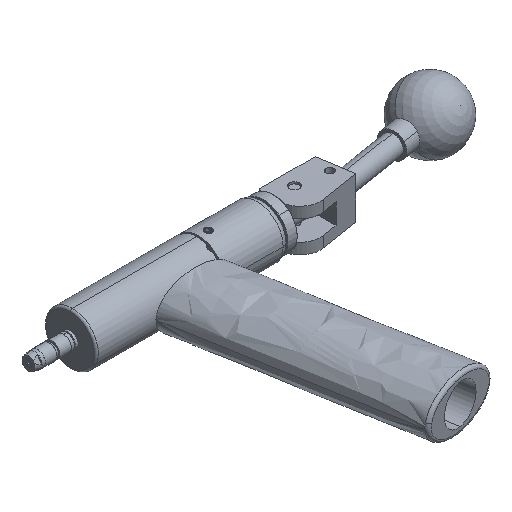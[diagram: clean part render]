
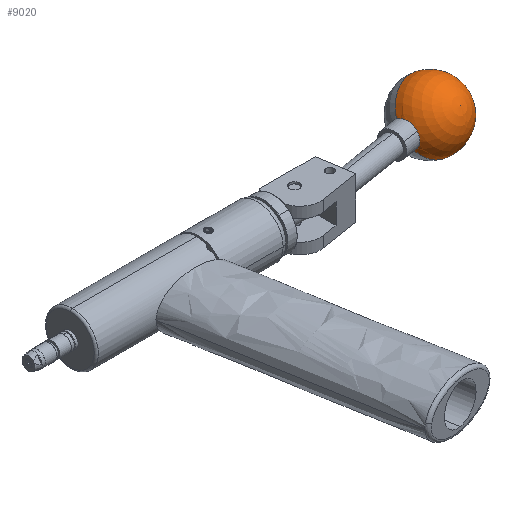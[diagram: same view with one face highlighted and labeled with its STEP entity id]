
A CAD part, isometric view. The second image highlights one B-rep face of the part: STEP entity #9020.
In plain terms, the highlighted spherical face has radius 15.875 mm.
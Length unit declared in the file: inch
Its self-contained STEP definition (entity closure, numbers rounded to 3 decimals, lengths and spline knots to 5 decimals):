
#1311 = DIRECTION ( 'NONE',  ( 0.988, 0.156, 0. ) ) ;
#1354 = EDGE_CURVE ( 'NONE', #1877, #10460, #3644, .T. ) ;
#1409 = CARTESIAN_POINT ( 'NONE',  ( 6.60165, 0.19044, 0. ) ) ;
#1512 = DIRECTION ( 'NONE',  ( 0.092, -0.578, -0.811 ) ) ;
#1741 = CARTESIAN_POINT ( 'NONE',  ( 7.16742, 0.28004, 0. ) ) ;
#1877 = VERTEX_POINT ( 'NONE', #4028 ) ;
#2103 = CIRCLE ( 'NONE', #4263, 0.25 ) ;
#2748 = DIRECTION ( 'NONE',  ( 0.127, -0.801, 0.585 ) ) ;
#2766 = SPHERICAL_SURFACE ( 'NONE', #3812, 0.625 ) ;
#2938 = CIRCLE ( 'NONE', #6480, 0.625 ) ;
#2942 = ORIENTED_EDGE ( 'NONE', *, *, #5407, .T. ) ;
#3046 = CARTESIAN_POINT ( 'NONE',  ( 7.16742, 0.28004, 0. ) ) ;
#3362 = CARTESIAN_POINT ( 'NONE',  ( 6.57877, 0.3349, 0.20274 ) ) ;
#3644 = CIRCLE ( 'NONE', #10686, 0.625 ) ;
#3812 = AXIS2_PLACEMENT_3D ( 'NONE', #8111, #8198, #1512 ) ;
#4028 = CARTESIAN_POINT ( 'NONE',  ( 7.78472, 0.37782, 0. ) ) ;
#4263 = AXIS2_PLACEMENT_3D ( 'NONE', #1409, #1311, #7919 ) ;
#4330 = CARTESIAN_POINT ( 'NONE',  ( 6.63337, -0.00981, 0.14627 ) ) ;
#4445 = DIRECTION ( 'NONE',  ( 0.127, -0.801, 0.585 ) ) ;
#4727 = EDGE_CURVE ( 'NONE', #15129, #13367, #9597, .T. ) ;
#5407 = EDGE_CURVE ( 'NONE', #10460, #15129, #2103, .T. ) ;
#6480 = AXIS2_PLACEMENT_3D ( 'NONE', #3046, #10599, #13364 ) ;
#7919 = DIRECTION ( 'NONE',  ( 0.127, -0.801, 0.585 ) ) ;
#7921 = DIRECTION ( 'NONE',  ( 0., -0.59, -0.808 ) ) ;
#8038 = EDGE_LOOP ( 'NONE', ( #11032, #14550, #2942, #9642 ) ) ;
#8111 = CARTESIAN_POINT ( 'NONE',  ( 7.16742, 0.28004, 0. ) ) ;
#8176 = DIRECTION ( 'NONE',  ( 0.988, 0.156, 0. ) ) ;
#8198 = DIRECTION ( 'NONE',  ( 0.127, -0.801, 0.585 ) ) ;
#9020 = ADVANCED_FACE ( 'NONE', ( #11602 ), #2766, .T. ) ;
#9597 = CIRCLE ( 'NONE', #16633, 0.25 ) ;
#9642 = ORIENTED_EDGE ( 'NONE', *, *, #4727, .T. ) ;
#10255 = CARTESIAN_POINT ( 'NONE',  ( 6.62453, 0.04597, -0.20274 ) ) ;
#10460 = VERTEX_POINT ( 'NONE', #3362 ) ;
#10599 = DIRECTION ( 'NONE',  ( -0.127, 0.801, -0.585 ) ) ;
#10686 = AXIS2_PLACEMENT_3D ( 'NONE', #1741, #2748, #7921 ) ;
#11032 = ORIENTED_EDGE ( 'NONE', *, *, #14208, .F. ) ;
#11602 = FACE_OUTER_BOUND ( 'NONE', #8038, .T. ) ;
#12004 = CARTESIAN_POINT ( 'NONE',  ( 6.60165, 0.19044, 0. ) ) ;
#13364 = DIRECTION ( 'NONE',  ( 0., 0.59, 0.808 ) ) ;
#13367 = VERTEX_POINT ( 'NONE', #10255 ) ;
#14208 = EDGE_CURVE ( 'NONE', #1877, #13367, #2938, .T. ) ;
#14550 = ORIENTED_EDGE ( 'NONE', *, *, #1354, .T. ) ;
#15129 = VERTEX_POINT ( 'NONE', #4330 ) ;
#16633 = AXIS2_PLACEMENT_3D ( 'NONE', #12004, #8176, #4445 ) ;
